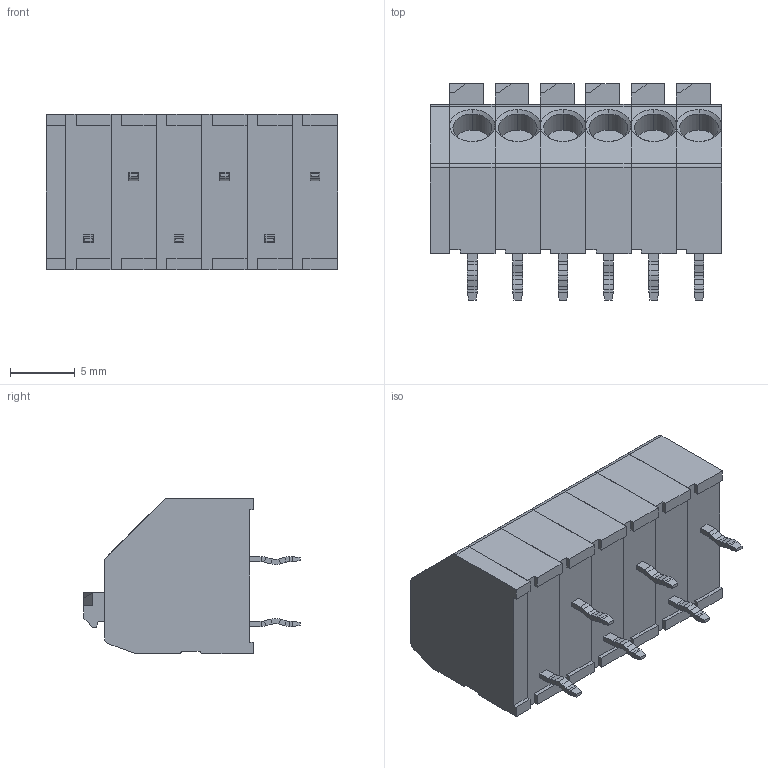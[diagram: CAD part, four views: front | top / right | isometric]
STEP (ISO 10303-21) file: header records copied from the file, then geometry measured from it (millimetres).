
FILE_DESCRIPTION (( 'STEP AP214' ), '1' );
FILE_NAME ('1985234.STEP', '2019-02-14T14:04:35', ( '' ), ( '' ), 'SwSTEP 2.0', 'SolidWorks 2017', '' );
FILE_SCHEMA (( 'AUTOMOTIVE_DESIGN' ));
Length unit declared in the file: millimetre
Products named in the file (1): 1985234
Bounding box: 22.5 x 16.7 x 12 mm (x, y, z)
Volume: 1890.8 mm3; surface area: 3835.2 mm2
Topology: 19 solids, 19 shells, 811 faces, 2025 edges, 1282 vertices
Faces by surface type: plane 608, cylinder 191, cone 12
Entity records: 23969 total; most frequent: CARTESIAN_POINT 4119, DIRECTION 4055, ORIENTED_EDGE 4050, EDGE_CURVE 2025, VECTOR 1619, LINE 1619, VERTEX_POINT 1282, AXIS2_PLACEMENT_3D 1218
